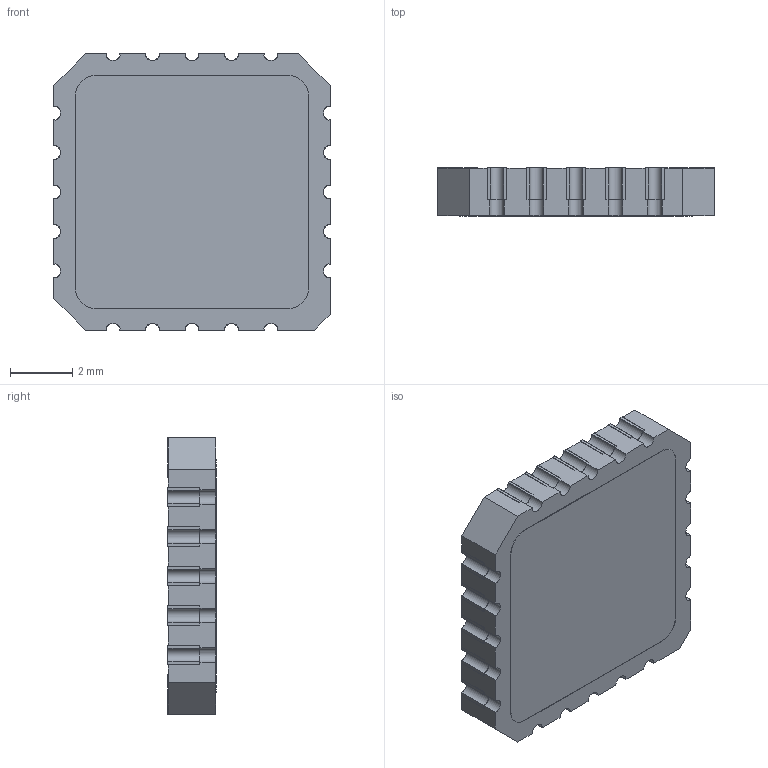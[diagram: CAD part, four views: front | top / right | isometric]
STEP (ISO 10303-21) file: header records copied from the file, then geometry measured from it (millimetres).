
FILE_DESCRIPTION (( 'STEP AP203' ), '1' );
FILE_NAME ('20pin-LCC.STEP', '2020-07-01T18:46:27', ( '' ), ( '' ), 'SwSTEP 2.0', 'SolidWorks 2017', '' );
FILE_SCHEMA (( 'CONFIG_CONTROL_DESIGN' ));
Length unit declared in the file: inch
Products named in the file (1): 20pin-LCC
Bounding box: 8.92 x 1.55 x 8.92 mm (x, y, z)
Volume: 116.5 mm3; surface area: 213 mm2
Topology: 1 solids, 1 shells, 359 faces, 1028 edges, 672 vertices
Faces by surface type: plane 305, cylinder 54
Entity records: 11609 total; most frequent: CARTESIAN_POINT 2060, ORIENTED_EDGE 2056, DIRECTION 1856, EDGE_CURVE 1028, LINE 920, VECTOR 920, VERTEX_POINT 672, AXIS2_PLACEMENT_3D 468
